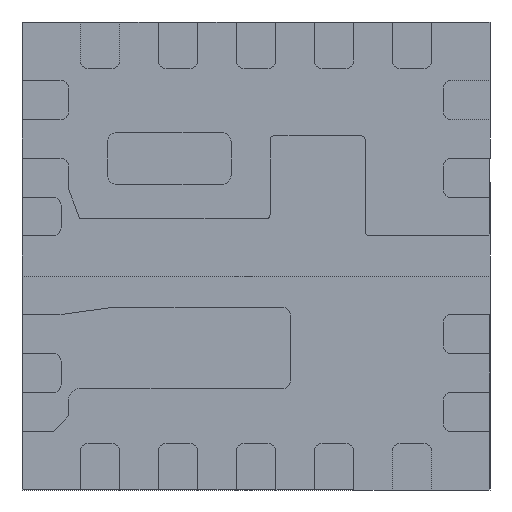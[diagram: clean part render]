
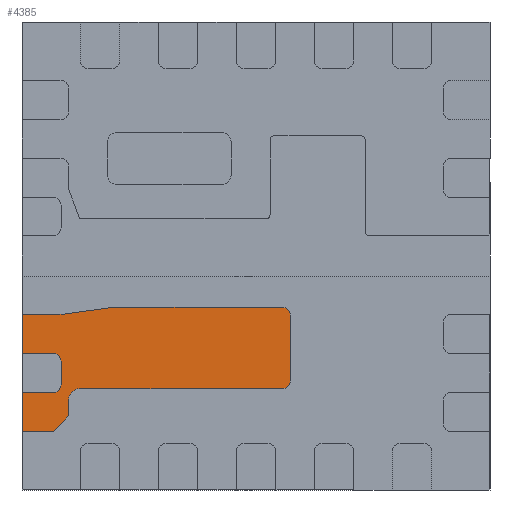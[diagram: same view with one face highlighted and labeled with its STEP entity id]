
A CAD part, front view. The second image highlights one B-rep face of the part: STEP entity #4385.
In plain terms, the highlighted planar face has unit normal (0, -1, 0).
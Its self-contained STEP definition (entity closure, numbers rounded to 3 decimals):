
#59 = DIRECTION ( 'NONE',  ( -1., 0., 0. ) ) ;
#125 = DIRECTION ( 'NONE',  ( 0., 0., 1. ) ) ;
#145 = VERTEX_POINT ( 'NONE', #4738 ) ;
#169 = VECTOR ( 'NONE', #59, 1000. ) ;
#197 = CARTESIAN_POINT ( 'NONE',  ( -1.25, 0., -0.375 ) ) ;
#240 = AXIS2_PLACEMENT_3D ( 'NONE', #858, #9620, #4074 ) ;
#261 = ORIENTED_EDGE ( 'NONE', *, *, #8349, .F. ) ;
#406 = CARTESIAN_POINT ( 'NONE',  ( -1.13, 0., -0.92 ) ) ;
#456 = CIRCLE ( 'NONE', #5389, 0.05 ) ;
#611 = EDGE_CURVE ( 'NONE', #744, #7553, #5266, .T. ) ;
#679 = FACE_OUTER_BOUND ( 'NONE', #2009, .T. ) ;
#682 = ORIENTED_EDGE ( 'NONE', *, *, #3585, .F. ) ;
#695 = VERTEX_POINT ( 'NONE', #1404 ) ;
#720 = ORIENTED_EDGE ( 'NONE', *, *, #1167, .F. ) ;
#744 = VERTEX_POINT ( 'NONE', #8570 ) ;
#753 = VECTOR ( 'NONE', #5279, 1000. ) ;
#858 = CARTESIAN_POINT ( 'NONE',  ( 0.17, 0., -0.8 ) ) ;
#868 = ORIENTED_EDGE ( 'NONE', *, *, #9427, .F. ) ;
#911 = LINE ( 'NONE', #3298, #9062 ) ;
#1050 = DIRECTION ( 'NONE',  ( 0., 0., -1. ) ) ;
#1124 = VERTEX_POINT ( 'NONE', #7884 ) ;
#1167 = EDGE_CURVE ( 'NONE', #5533, #7115, #9702, .T. ) ;
#1177 = VECTOR ( 'NONE', #6645, 1000. ) ;
#1184 = CARTESIAN_POINT ( 'NONE',  ( -1.25, 0., -0.825 ) ) ;
#1229 = VERTEX_POINT ( 'NONE', #2571 ) ;
#1361 = DIRECTION ( 'NONE',  ( 1., 0., 0. ) ) ;
#1404 = CARTESIAN_POINT ( 'NONE',  ( -1.5, 0., -0.875 ) ) ;
#1424 = DIRECTION ( 'NONE',  ( 0., 0., 1. ) ) ;
#1506 = LINE ( 'NONE', #9329, #4689 ) ;
#1518 = VECTOR ( 'NONE', #7702, 1000. ) ;
#1618 = DIRECTION ( 'NONE',  ( 0., 0., -1. ) ) ;
#1639 = AXIS2_PLACEMENT_3D ( 'NONE', #2724, #6628, #1050 ) ;
#1801 = DIRECTION ( 'NONE',  ( 1., 0., 0. ) ) ;
#1943 = PLANE ( 'NONE',  #1639 ) ;
#2009 = EDGE_LOOP ( 'NONE', ( #6941, #720, #6026, #8310, #4239, #9229, #8320, #6177, #7165, #2750, #682, #7814, #261, #4748, #8478, #6008, #3076, #868 ) ) ;
#2206 = EDGE_CURVE ( 'NONE', #8376, #744, #2906, .T. ) ;
#2322 = CARTESIAN_POINT ( 'NONE',  ( -1.2, 0., -0.92 ) ) ;
#2343 = CIRCLE ( 'NONE', #5070, 0.05 ) ;
#2466 = EDGE_CURVE ( 'NONE', #7115, #695, #3877, .T. ) ;
#2571 = CARTESIAN_POINT ( 'NONE',  ( 0.22, 0., -0.8 ) ) ;
#2577 = CARTESIAN_POINT ( 'NONE',  ( 0.17, 0., -0.85 ) ) ;
#2724 = CARTESIAN_POINT ( 'NONE',  ( -1.13, 0., -0.92 ) ) ;
#2750 = ORIENTED_EDGE ( 'NONE', *, *, #4846, .F. ) ;
#2906 = LINE ( 'NONE', #4766, #169 ) ;
#2959 = VECTOR ( 'NONE', #5876, 1000. ) ;
#3076 = ORIENTED_EDGE ( 'NONE', *, *, #6251, .F. ) ;
#3122 = CARTESIAN_POINT ( 'NONE',  ( -1.3, 0., -0.875 ) ) ;
#3298 = CARTESIAN_POINT ( 'NONE',  ( -1.5, 0., -0.375 ) ) ;
#3304 = CARTESIAN_POINT ( 'NONE',  ( 0.22, 0., -0.38 ) ) ;
#3318 = EDGE_CURVE ( 'NONE', #1124, #1229, #4711, .T. ) ;
#3415 = CARTESIAN_POINT ( 'NONE',  ( -0.925, 0., -0.33 ) ) ;
#3585 = EDGE_CURVE ( 'NONE', #5309, #9624, #4346, .T. ) ;
#3767 = DIRECTION ( 'NONE',  ( 0., 0., 1. ) ) ;
#3817 = VERTEX_POINT ( 'NONE', #8748 ) ;
#3877 = LINE ( 'NONE', #7547, #1177 ) ;
#3936 = VERTEX_POINT ( 'NONE', #8994 ) ;
#4074 = DIRECTION ( 'NONE',  ( 0., 0., 1. ) ) ;
#4202 = LINE ( 'NONE', #3415, #7041 ) ;
#4239 = ORIENTED_EDGE ( 'NONE', *, *, #611, .F. ) ;
#4303 = CARTESIAN_POINT ( 'NONE',  ( -1.5, 0., -0.625 ) ) ;
#4322 = VERTEX_POINT ( 'NONE', #6417 ) ;
#4346 = LINE ( 'NONE', #6061, #753 ) ;
#4385 = ADVANCED_FACE ( 'NONE', ( #679 ), #1943, .T. ) ;
#4533 = DIRECTION ( 'NONE',  ( 0., -1., 0. ) ) ;
#4689 = VECTOR ( 'NONE', #1361, 1000. ) ;
#4711 = LINE ( 'NONE', #3304, #7339 ) ;
#4738 = CARTESIAN_POINT ( 'NONE',  ( 0.17, 0., -0.33 ) ) ;
#4748 = ORIENTED_EDGE ( 'NONE', *, *, #10028, .F. ) ;
#4766 = CARTESIAN_POINT ( 'NONE',  ( 0.17, 0., -0.85 ) ) ;
#4846 = EDGE_CURVE ( 'NONE', #9624, #145, #4202, .T. ) ;
#4851 = EDGE_CURVE ( 'NONE', #7055, #3817, #10252, .T. ) ;
#5003 = DIRECTION ( 'NONE',  ( 0., 1., 0. ) ) ;
#5025 = CARTESIAN_POINT ( 'NONE',  ( -1.5, 0., -0.625 ) ) ;
#5070 = AXIS2_PLACEMENT_3D ( 'NONE', #6153, #7716, #3767 ) ;
#5266 = CIRCLE ( 'NONE', #9148, 0.07 ) ;
#5279 = DIRECTION ( 'NONE',  ( 0.991, 0., 0.137 ) ) ;
#5309 = VERTEX_POINT ( 'NONE', #197 ) ;
#5385 = EDGE_CURVE ( 'NONE', #7031, #5533, #10114, .T. ) ;
#5389 = AXIS2_PLACEMENT_3D ( 'NONE', #5392, #4533, #1424 ) ;
#5392 = CARTESIAN_POINT ( 'NONE',  ( -1.3, 0., -0.825 ) ) ;
#5472 = EDGE_CURVE ( 'NONE', #3817, #3936, #2343, .T. ) ;
#5533 = VERTEX_POINT ( 'NONE', #6552 ) ;
#5803 = CARTESIAN_POINT ( 'NONE',  ( 0.17, 0., -0.38 ) ) ;
#5811 = LINE ( 'NONE', #4303, #2959 ) ;
#5876 = DIRECTION ( 'NONE',  ( -1., 0., 0. ) ) ;
#6008 = ORIENTED_EDGE ( 'NONE', *, *, #4851, .F. ) ;
#6026 = ORIENTED_EDGE ( 'NONE', *, *, #5385, .F. ) ;
#6061 = CARTESIAN_POINT ( 'NONE',  ( -1.25, 0., -0.375 ) ) ;
#6067 = VECTOR ( 'NONE', #9579, 1000. ) ;
#6138 = LINE ( 'NONE', #8026, #10093 ) ;
#6153 = CARTESIAN_POINT ( 'NONE',  ( -1.3, 0., -0.675 ) ) ;
#6177 = ORIENTED_EDGE ( 'NONE', *, *, #3318, .F. ) ;
#6247 = VECTOR ( 'NONE', #8849, 1000. ) ;
#6251 = EDGE_CURVE ( 'NONE', #8307, #7055, #456, .T. ) ;
#6261 = CARTESIAN_POINT ( 'NONE',  ( -1.5, 0., -1.125 ) ) ;
#6417 = CARTESIAN_POINT ( 'NONE',  ( -1.5, 0., -0.375 ) ) ;
#6535 = VERTEX_POINT ( 'NONE', #5025 ) ;
#6552 = CARTESIAN_POINT ( 'NONE',  ( -1.3, 0., -1.125 ) ) ;
#6628 = DIRECTION ( 'NONE',  ( 0., -1., 0. ) ) ;
#6645 = DIRECTION ( 'NONE',  ( 0., 0., 1. ) ) ;
#6745 = EDGE_CURVE ( 'NONE', #7553, #7031, #6138, .T. ) ;
#6750 = AXIS2_PLACEMENT_3D ( 'NONE', #5803, #5003, #9809 ) ;
#6888 = CARTESIAN_POINT ( 'NONE',  ( -1.5, 0., -0.375 ) ) ;
#6941 = ORIENTED_EDGE ( 'NONE', *, *, #2466, .F. ) ;
#7031 = VERTEX_POINT ( 'NONE', #9839 ) ;
#7041 = VECTOR ( 'NONE', #1801, 1000. ) ;
#7055 = VERTEX_POINT ( 'NONE', #1184 ) ;
#7115 = VERTEX_POINT ( 'NONE', #7529 ) ;
#7165 = ORIENTED_EDGE ( 'NONE', *, *, #8477, .F. ) ;
#7188 = CIRCLE ( 'NONE', #240, 0.05 ) ;
#7321 = CARTESIAN_POINT ( 'NONE',  ( -1.25, 0., -0.825 ) ) ;
#7339 = VECTOR ( 'NONE', #1618, 1000. ) ;
#7529 = CARTESIAN_POINT ( 'NONE',  ( -1.5, 0., -1.125 ) ) ;
#7539 = DIRECTION ( 'NONE',  ( 0., -1., 0. ) ) ;
#7547 = CARTESIAN_POINT ( 'NONE',  ( -1.5, 0., -0.875 ) ) ;
#7553 = VERTEX_POINT ( 'NONE', #2322 ) ;
#7644 = DIRECTION ( 'NONE',  ( -0.707, 0., -0.707 ) ) ;
#7695 = CIRCLE ( 'NONE', #6750, 0.05 ) ;
#7702 = DIRECTION ( 'NONE',  ( 1., 0., 0. ) ) ;
#7716 = DIRECTION ( 'NONE',  ( 0., -1., 0. ) ) ;
#7814 = ORIENTED_EDGE ( 'NONE', *, *, #8568, .F. ) ;
#7884 = CARTESIAN_POINT ( 'NONE',  ( 0.22, 0., -0.38 ) ) ;
#7944 = LINE ( 'NONE', #6888, #1518 ) ;
#8026 = CARTESIAN_POINT ( 'NONE',  ( -1.2, 0., -0.92 ) ) ;
#8088 = CARTESIAN_POINT ( 'NONE',  ( -0.925, 0., -0.33 ) ) ;
#8307 = VERTEX_POINT ( 'NONE', #3122 ) ;
#8310 = ORIENTED_EDGE ( 'NONE', *, *, #6745, .F. ) ;
#8320 = ORIENTED_EDGE ( 'NONE', *, *, #8760, .F. ) ;
#8341 = DIRECTION ( 'NONE',  ( 0., 0., -1. ) ) ;
#8349 = EDGE_CURVE ( 'NONE', #6535, #4322, #911, .T. ) ;
#8376 = VERTEX_POINT ( 'NONE', #2577 ) ;
#8402 = VECTOR ( 'NONE', #7644, 1000. ) ;
#8472 = CARTESIAN_POINT ( 'NONE',  ( -1.2, 0., -1.025 ) ) ;
#8477 = EDGE_CURVE ( 'NONE', #145, #1124, #7695, .T. ) ;
#8478 = ORIENTED_EDGE ( 'NONE', *, *, #5472, .F. ) ;
#8568 = EDGE_CURVE ( 'NONE', #4322, #5309, #7944, .T. ) ;
#8570 = CARTESIAN_POINT ( 'NONE',  ( -1.13, 0., -0.85 ) ) ;
#8709 = DIRECTION ( 'NONE',  ( 0., 0., -1. ) ) ;
#8748 = CARTESIAN_POINT ( 'NONE',  ( -1.25, 0., -0.675 ) ) ;
#8760 = EDGE_CURVE ( 'NONE', #1229, #8376, #7188, .T. ) ;
#8849 = DIRECTION ( 'NONE',  ( -1., 0., 0. ) ) ;
#8994 = CARTESIAN_POINT ( 'NONE',  ( -1.3, 0., -0.625 ) ) ;
#9062 = VECTOR ( 'NONE', #125, 1000. ) ;
#9148 = AXIS2_PLACEMENT_3D ( 'NONE', #406, #7539, #8341 ) ;
#9229 = ORIENTED_EDGE ( 'NONE', *, *, #2206, .F. ) ;
#9329 = CARTESIAN_POINT ( 'NONE',  ( -1.5, 0., -0.875 ) ) ;
#9427 = EDGE_CURVE ( 'NONE', #695, #8307, #1506, .T. ) ;
#9579 = DIRECTION ( 'NONE',  ( 0., 0., 1. ) ) ;
#9620 = DIRECTION ( 'NONE',  ( 0., 1., 0. ) ) ;
#9624 = VERTEX_POINT ( 'NONE', #8088 ) ;
#9702 = LINE ( 'NONE', #6261, #6247 ) ;
#9809 = DIRECTION ( 'NONE',  ( 0., 0., 1. ) ) ;
#9839 = CARTESIAN_POINT ( 'NONE',  ( -1.2, 0., -1.025 ) ) ;
#10028 = EDGE_CURVE ( 'NONE', #3936, #6535, #5811, .T. ) ;
#10093 = VECTOR ( 'NONE', #8709, 1000. ) ;
#10114 = LINE ( 'NONE', #8472, #8402 ) ;
#10252 = LINE ( 'NONE', #7321, #6067 ) ;
